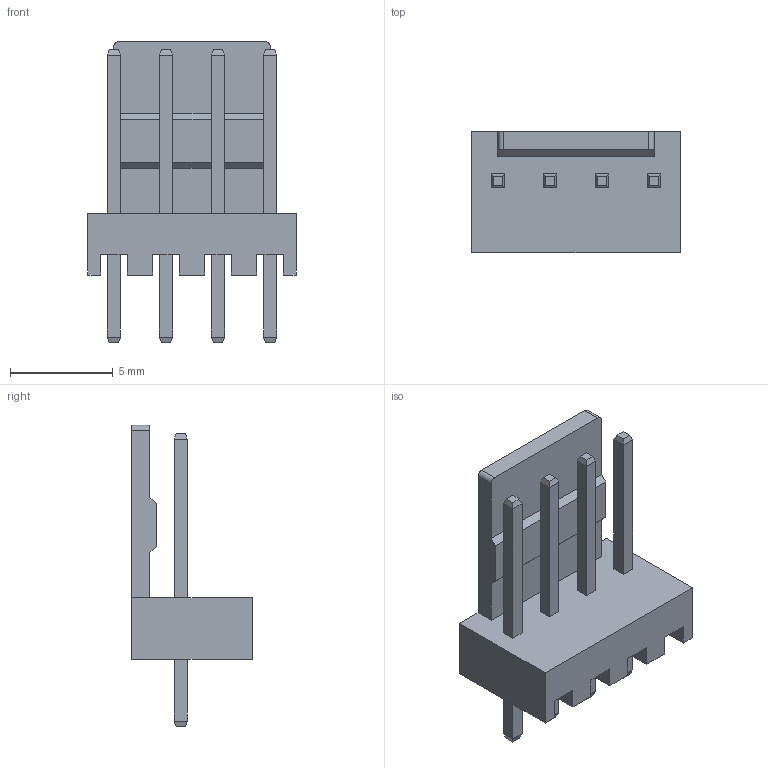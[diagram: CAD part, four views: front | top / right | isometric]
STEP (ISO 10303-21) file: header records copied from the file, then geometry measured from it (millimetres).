
FILE_DESCRIPTION (( 'STEP AP214' ), '1' );
FILE_NAME ('User Library-DS1070-4 (WF-4 CONNFLY).STEP', '2019-11-18T07:02:29', ( '' ), ( '' ), 'SwSTEP 2.0', 'SolidWorks 2019', '' );
FILE_SCHEMA (( 'AUTOMOTIVE_DESIGN' ));
Length unit declared in the file: millimetre
Products named in the file (1): User Library-DS1070-4 (WF-4 CONNFLY)
Bounding box: 10.16 x 5.9 x 14.7 mm (x, y, z)
Volume: 232.1 mm3; surface area: 522.9 mm2
Topology: 1 solids, 1 shells, 104 faces, 250 edges, 156 vertices
Faces by surface type: plane 102, cylinder 2
Entity records: 3308 total; most frequent: CARTESIAN_POINT 511, ORIENTED_EDGE 500, DIRECTION 464, EDGE_CURVE 250, LINE 246, VECTOR 246, VERTEX_POINT 156, EDGE_LOOP 112
